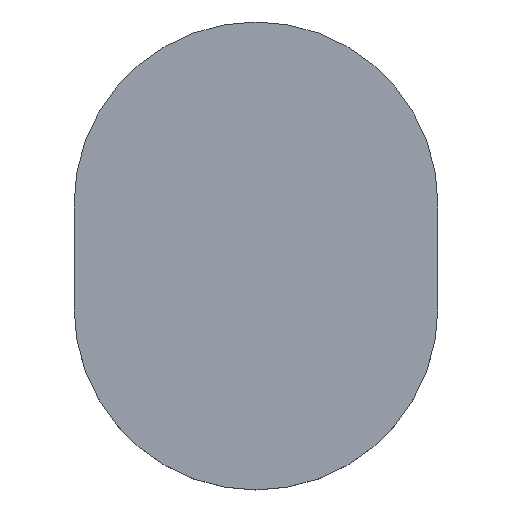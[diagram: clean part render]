
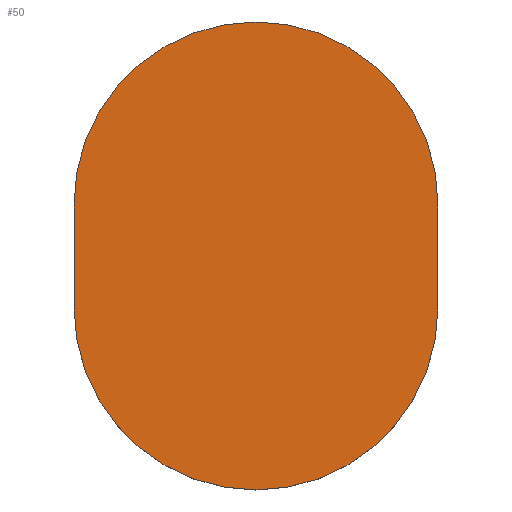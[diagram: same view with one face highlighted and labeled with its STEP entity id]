
A CAD part, top view. The second image highlights one B-rep face of the part: STEP entity #50.
In plain terms, the highlighted planar face has unit normal (0, 0, 1).
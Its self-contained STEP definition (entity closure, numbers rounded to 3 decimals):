
#50=ADVANCED_FACE('',(#68),#70,.T.);
#68=FACE_BOUND('',#69,.T.);
#69=EDGE_LOOP('',(#104,#105,#106,#107));
#70=PLANE('',#71);
#71=AXIS2_PLACEMENT_3D('',#72,#73,#74);
#72=CARTESIAN_POINT('',(0.,0.,1.));
#73=DIRECTION('',(0.,0.,1.));
#74=DIRECTION('',(0.,1.,0.));
#104=ORIENTED_EDGE('',*,*,#127,.T.);
#105=ORIENTED_EDGE('',*,*,#128,.F.);
#106=ORIENTED_EDGE('',*,*,#121,.T.);
#107=ORIENTED_EDGE('',*,*,#129,.F.);
#121=EDGE_CURVE('',#135,#133,#136,.T.);
#127=EDGE_CURVE('',#141,#145,#147,.T.);
#128=EDGE_CURVE('',#135,#145,#148,.F.);
#129=EDGE_CURVE('',#141,#133,#149,.F.);
#133=VERTEX_POINT('',#153);
#135=VERTEX_POINT('',#157);
#136=LINE('',#158,#159);
#141=VERTEX_POINT('',#169);
#145=VERTEX_POINT('',#177);
#147=LINE('',#181,#182);
#148=CIRCLE('',#184,3.5);
#149=CIRCLE('',#188,3.5);
#153=CARTESIAN_POINT('',(-3.5,-1.,1.));
#157=CARTESIAN_POINT('',(-3.5,1.,1.));
#158=CARTESIAN_POINT('',(-3.5,1.,1.));
#159=VECTOR('',#160,1.);
#160=DIRECTION('',(0.,-1.,0.));
#169=CARTESIAN_POINT('',(3.5,-1.,1.));
#177=CARTESIAN_POINT('',(3.5,1.,1.));
#181=CARTESIAN_POINT('',(3.5,-1.,1.));
#182=VECTOR('',#183,1.);
#183=DIRECTION('',(0.,1.,0.));
#184=AXIS2_PLACEMENT_3D('',#185,#186,#187);
#185=CARTESIAN_POINT('',(0.,1.,1.));
#186=DIRECTION('',(0.,0.,1.));
#187=DIRECTION('',(1.,0.,0.));
#188=AXIS2_PLACEMENT_3D('',#189,#190,#191);
#189=CARTESIAN_POINT('',(0.,-1.,1.));
#190=DIRECTION('',(0.,0.,1.));
#191=DIRECTION('',(-1.,0.,0.));
